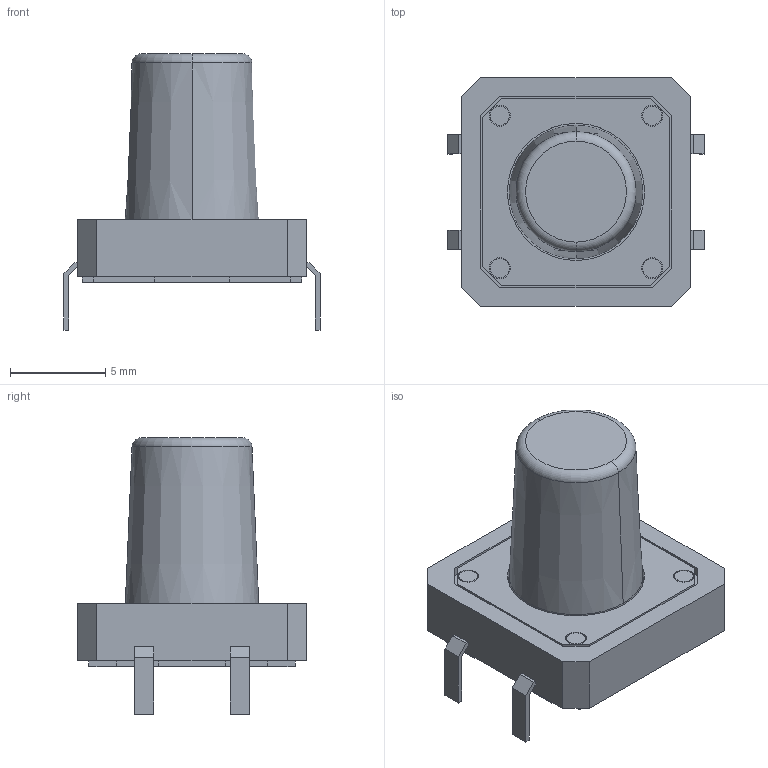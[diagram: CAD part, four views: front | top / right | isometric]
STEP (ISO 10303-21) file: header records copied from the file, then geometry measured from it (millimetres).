
FILE_DESCRIPTION (( 'STEP AP214' ), '1' );
FILE_NAME ('Button 12x12x12 DIP - SWT 12x12x12.STEP', '2024-12-16T07:16:15', ( 'Elessar' ), ( '' ), 'SwSTEP 2.0', 'SolidWorks 2018', '' );
FILE_SCHEMA (( 'AUTOMOTIVE_DESIGN' ));
Length unit declared in the file: millimetre
Products named in the file (1): Button 12x12x12 DIP - SWT 12x12x12
Bounding box: 13.45 x 12 x 14.5 mm (x, y, z)
Volume: 749.5 mm3; surface area: 723.3 mm2
Topology: 1 solids, 1 shells, 132 faces, 332 edges, 220 vertices
Faces by surface type: plane 108, cylinder 20, cone 2, torus 2
Entity records: 4802 total; most frequent: CARTESIAN_POINT 685, ORIENTED_EDGE 664, DIRECTION 644, EDGE_CURVE 332, VECTOR 286, LINE 286, VERTEX_POINT 220, AXIS2_PLACEMENT_3D 179
